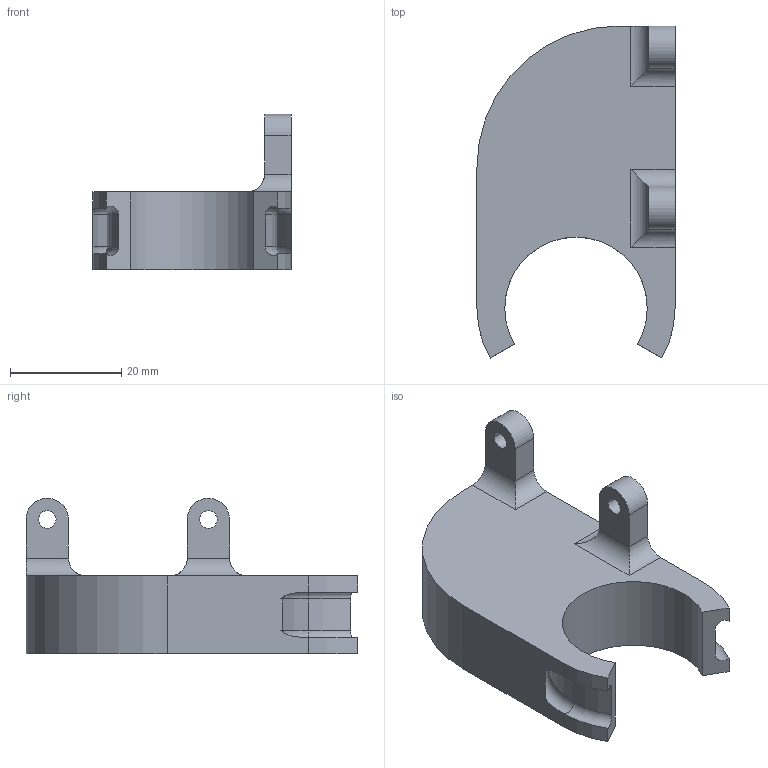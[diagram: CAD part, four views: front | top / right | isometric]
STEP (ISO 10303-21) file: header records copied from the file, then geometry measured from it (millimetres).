
FILE_DESCRIPTION (( 'STEP AP203' ), '1' );
FILE_NAME ('4400-23-P-0612.STEP', '2023-03-05T06:48:09', ( '' ), ( '' ), 'SwSTEP 2.0', 'SolidWorks 2022', '' );
FILE_SCHEMA (( 'CONFIG_CONTROL_DESIGN' ));
Length unit declared in the file: inch
Products named in the file (1): 4400-23-P-0612
Bounding box: 35.65 x 59.71 x 27.97 mm (x, y, z)
Volume: 20149.6 mm3; surface area: 7586.9 mm2
Topology: 1 solids, 1 shells, 41 faces, 112 edges, 71 vertices
Faces by surface type: cylinder 23, plane 12, torus 6
Entity records: 1457 total; most frequent: CARTESIAN_POINT 302, DIRECTION 237, ORIENTED_EDGE 224, EDGE_CURVE 112, AXIS2_PLACEMENT_3D 90, VERTEX_POINT 71, LINE 57, VECTOR 57
